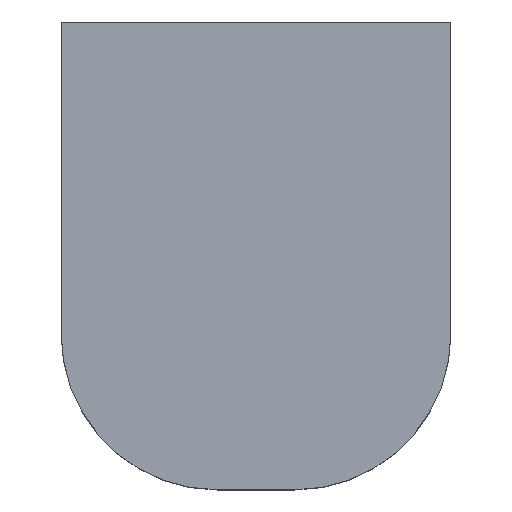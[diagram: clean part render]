
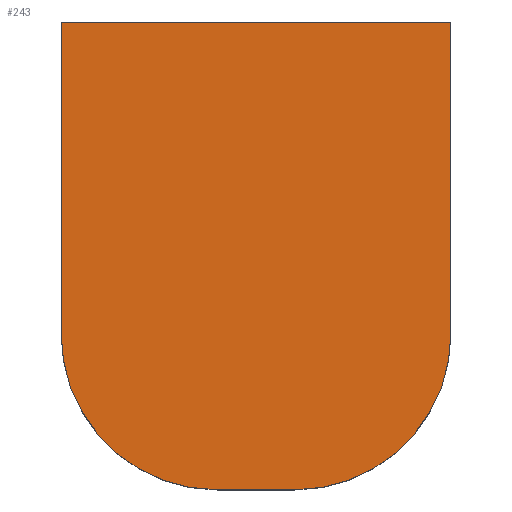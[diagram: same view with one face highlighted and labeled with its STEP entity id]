
A CAD part, top view. The second image highlights one B-rep face of the part: STEP entity #243.
In plain terms, the highlighted planar face has unit normal (0, 0, 1).
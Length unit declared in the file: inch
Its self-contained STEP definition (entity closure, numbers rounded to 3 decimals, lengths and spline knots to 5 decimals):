
#80=CARTESIAN_POINT('',(0.25,1.9,0.25));
#81=VERTEX_POINT('',#80);
#88=CARTESIAN_POINT('',(0.25,2.9,0.25));
#89=VERTEX_POINT('',#88);
#90=CARTESIAN_POINT('',(0.25,2.9,0.25));
#91=DIRECTION('',(0.,-1.,0.));
#92=VECTOR('',#91,1.);
#93=LINE('',#90,#92);
#94=EDGE_CURVE('',#89,#81,#93,.T.);
#120=CARTESIAN_POINT('',(1.,1.4,0.25));
#121=VERTEX_POINT('',#120);
#128=CARTESIAN_POINT('',(0.75,1.4,0.25));
#129=VERTEX_POINT('',#128);
#130=CARTESIAN_POINT('',(0.75,1.4,0.25));
#131=DIRECTION('',(1.,0.,-0.));
#132=VECTOR('',#131,0.25);
#133=LINE('',#130,#132);
#134=EDGE_CURVE('',#129,#121,#133,.T.);
#150=CARTESIAN_POINT('',(1.5,1.9,0.25));
#151=VERTEX_POINT('',#150);
#152=CARTESIAN_POINT('',(1.5,2.9,0.25));
#153=VERTEX_POINT('',#152);
#154=CARTESIAN_POINT('',(1.5,1.9,0.25));
#155=DIRECTION('',(0.,1.,0.));
#156=VECTOR('',#155,1.);
#157=LINE('',#154,#156);
#158=EDGE_CURVE('',#151,#153,#157,.T.);
#208=CARTESIAN_POINT('',(1.5,2.9,0.25));
#209=DIRECTION('',(-1.,0.,0.));
#210=VECTOR('',#209,1.25);
#211=LINE('',#208,#210);
#212=EDGE_CURVE('',#153,#89,#211,.T.);
#218=CARTESIAN_POINT('',(0.25,1.4,0.25));
#219=DIRECTION('',(0.,0.,1.));
#220=DIRECTION('',(1.,0.,0.));
#221=AXIS2_PLACEMENT_3D('',#218,#219,#220);
#222=PLANE('',#221);
#223=ORIENTED_EDGE('',*,*,#134,.T.);
#224=CARTESIAN_POINT('',(1.,1.9,0.25));
#225=DIRECTION('',(0.,0.,1.));
#226=DIRECTION('',(1.,0.,-0.));
#227=AXIS2_PLACEMENT_3D('',#224,#225,#226);
#228=CIRCLE('',#227,0.5);
#229=EDGE_CURVE('',#121,#151,#228,.T.);
#230=ORIENTED_EDGE('',*,*,#229,.T.);
#231=ORIENTED_EDGE('',*,*,#158,.T.);
#232=ORIENTED_EDGE('',*,*,#212,.T.);
#233=ORIENTED_EDGE('',*,*,#94,.T.);
#234=CARTESIAN_POINT('',(0.75,1.9,0.25));
#235=DIRECTION('',(0.,0.,1.));
#236=DIRECTION('',(1.,0.,-0.));
#237=AXIS2_PLACEMENT_3D('',#234,#235,#236);
#238=CIRCLE('',#237,0.5);
#239=EDGE_CURVE('',#81,#129,#238,.T.);
#240=ORIENTED_EDGE('',*,*,#239,.T.);
#241=EDGE_LOOP('',(#223,#230,#231,#232,#233,#240));
#242=FACE_BOUND('',#241,.T.);
#243=ADVANCED_FACE('',(#242),#222,.T.);
